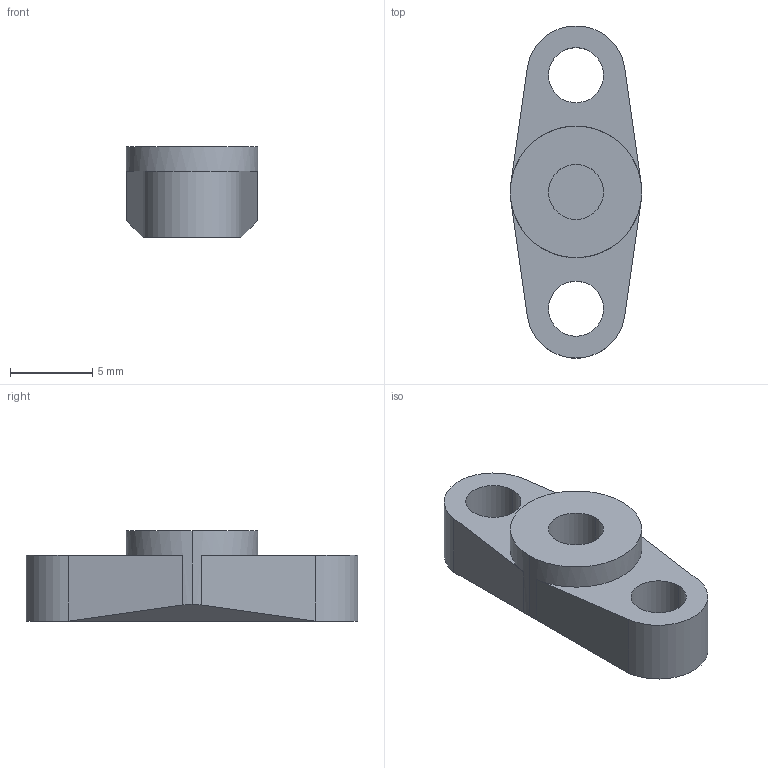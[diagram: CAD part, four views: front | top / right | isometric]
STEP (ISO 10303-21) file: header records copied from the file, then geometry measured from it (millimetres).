
FILE_DESCRIPTION (( 'STEP AP203' ), '1' );
FILE_NAME ('Lowboi mkII Thrust Mount Cap.STEP', '2023-01-02T09:45:33', ( '' ), ( '' ), 'SwSTEP 2.0', 'SolidWorks 2022', '' );
FILE_SCHEMA (( 'CONFIG_CONTROL_DESIGN' ));
Length unit declared in the file: millimetre
Products named in the file (1): Lowboi mkII Thrust Mount Cap
Bounding box: 8 x 20.18 x 5.5 mm (x, y, z)
Volume: 478.6 mm3; surface area: 566.6 mm2
Topology: 1 solids, 1 shells, 21 faces, 50 edges, 32 vertices
Faces by surface type: plane 11, cylinder 10
Entity records: 697 total; most frequent: CARTESIAN_POINT 116, DIRECTION 110, ORIENTED_EDGE 100, EDGE_CURVE 50, AXIS2_PLACEMENT_3D 42, VERTEX_POINT 32, LINE 26, EDGE_LOOP 26
